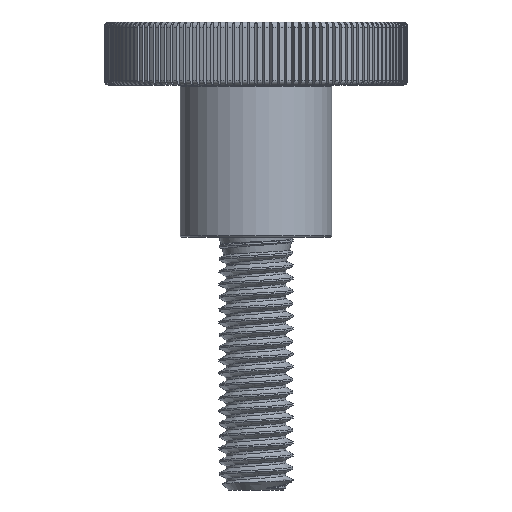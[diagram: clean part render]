
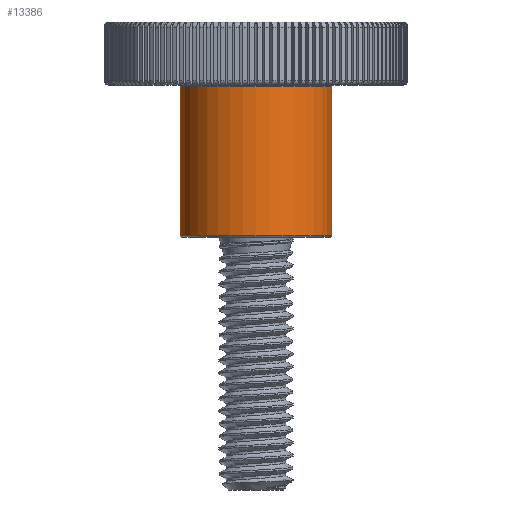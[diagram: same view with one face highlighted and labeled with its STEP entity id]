
A CAD part, front view. The second image highlights one B-rep face of the part: STEP entity #13386.
In plain terms, the highlighted cylindrical face has radius 3 mm (diameter 6 mm), a full revolution.
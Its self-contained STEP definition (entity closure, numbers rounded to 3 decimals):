
#1236=FACE_OUTER_BOUND('',#1933,.T.);
#1933=EDGE_LOOP('',(#12514,#12515,#12516,#12517,#12518));
#2459=CIRCLE('',#14617,3.);
#2460=CIRCLE('',#14619,3.);
#2461=CIRCLE('',#14620,3.);
#4002=LINE('',#30268,#4942);
#4942=VECTOR('',#17998,3.);
#6317=VERTEX_POINT('',#30263);
#6318=VERTEX_POINT('',#30267);
#6319=VERTEX_POINT('',#30269);
#8383=EDGE_CURVE('',#6317,#6317,#2459,.T.);
#8384=EDGE_CURVE('',#6317,#6318,#4002,.T.);
#8385=EDGE_CURVE('',#6319,#6318,#2460,.T.);
#8386=EDGE_CURVE('',#6318,#6319,#2461,.T.);
#12514=ORIENTED_EDGE('',*,*,#8383,.F.);
#12515=ORIENTED_EDGE('',*,*,#8384,.T.);
#12516=ORIENTED_EDGE('',*,*,#8385,.F.);
#12517=ORIENTED_EDGE('',*,*,#8386,.F.);
#12518=ORIENTED_EDGE('',*,*,#8384,.F.);
#12692=CYLINDRICAL_SURFACE('',#14618,3.);
#13386=ADVANCED_FACE('',(#1236),#12692,.T.);
#14617=AXIS2_PLACEMENT_3D('',#30265,#17994,#17995);
#14618=AXIS2_PLACEMENT_3D('',#30266,#17996,#17997);
#14619=AXIS2_PLACEMENT_3D('',#30270,#17999,#18000);
#14620=AXIS2_PLACEMENT_3D('',#30271,#18001,#18002);
#17994=DIRECTION('center_axis',(0.,0.,-1.));
#17995=DIRECTION('ref_axis',(-1.,0.,0.));
#17996=DIRECTION('center_axis',(0.,0.,-1.));
#17997=DIRECTION('ref_axis',(-1.,0.,0.));
#17998=DIRECTION('',(0.,0.,1.));
#17999=DIRECTION('center_axis',(0.,0.,1.));
#18000=DIRECTION('ref_axis',(-1.,0.,0.));
#18001=DIRECTION('center_axis',(0.,0.,1.));
#18002=DIRECTION('ref_axis',(-1.,0.,0.));
#30263=CARTESIAN_POINT('',(3.,0.,-5.95));
#30265=CARTESIAN_POINT('Origin',(0.,0.,-5.95));
#30266=CARTESIAN_POINT('Origin',(0.,0.,0.));
#30267=CARTESIAN_POINT('',(3.,0.,-0.05));
#30268=CARTESIAN_POINT('',(3.,0.,0.));
#30269=CARTESIAN_POINT('',(-3.,0.,-0.05));
#30270=CARTESIAN_POINT('Origin',(0.,0.,-0.05));
#30271=CARTESIAN_POINT('Origin',(0.,0.,-0.05));
